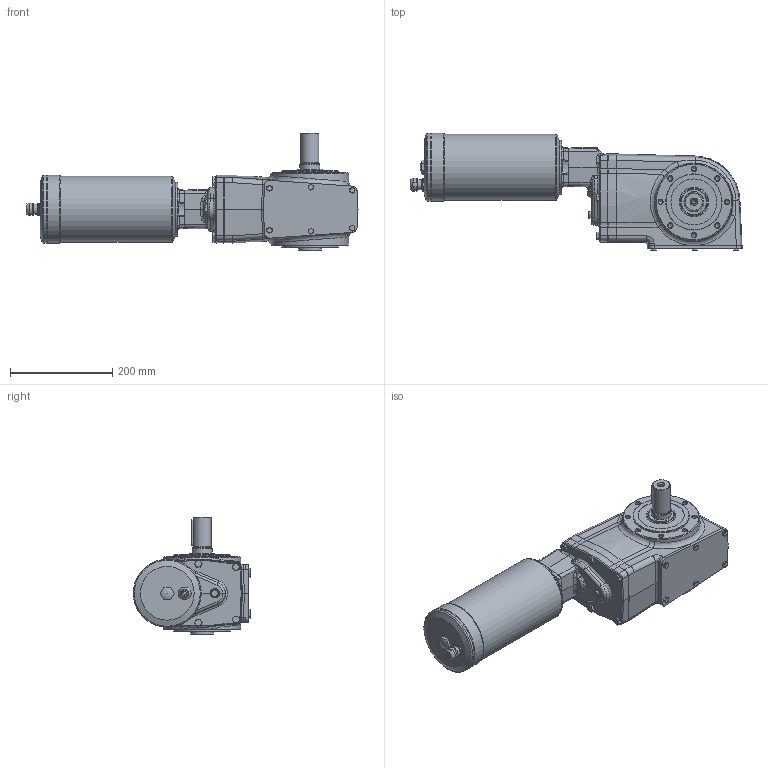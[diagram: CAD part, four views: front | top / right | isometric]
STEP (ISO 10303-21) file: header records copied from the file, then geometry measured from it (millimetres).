
FILE_DESCRIPTION( ( 'Unknown' ), '1' );
FILE_NAME( '5FE0E8AED3533B4CEAB4DFB7D2CD676.3d.stp', 'Unknown', ( 'Unknown' ), ( 'Unknown' ), 'PSStep 10.1', 'Unknown', ' ' );
FILE_SCHEMA( ( 'AUTOMOTIVE_DESIGN { 1 0 10303 214 1 1 1 1 }' ) );
Length unit declared in the file: millimetre
Products named in the file (1): X63N
Bounding box: 649 x 229.7 x 229.5 mm (x, y, z)
Volume: 9955875.4 mm3; surface area: 423823.9 mm2
Topology: 1 solids, 10 shells, 866 faces, 2028 edges, 1250 vertices
Faces by surface type: plane 305, cylinder 211, cone 185, bspline 111, torus 47, extrusion 4, sphere 3
Full cylindrical faces by diameter (mm): 4.134 x2, 4.917 x8, 7 x5, 8 x4, 8.376 x34, 8.9 x6, 9 x4, 10.5 x1, 11.6 x6, 13 x5, 13.4 x1, 14 x5, 15 x1, 16.662 x1, 17 x1, 18 x1, 20 x1, 34.6 x2, 35 x4, 35.2 x1, 39 x1, 44 x1, 47 x1, 50 x1, 52 x1, 57.5 x2, 58 x2, 90 x2, 105 x1, 110 x2
Entity records: 42128 total; most frequent: CARTESIAN_POINT 17890, DIRECTION 3399, ORIENTED_EDGE 3348, EDGE_CURVE 1674, AXIS2_PLACEMENT_3D 1415, EDGE_LOOP 1192, VERTEX_POINT 1160, FACE_OUTER_BOUND 1027
